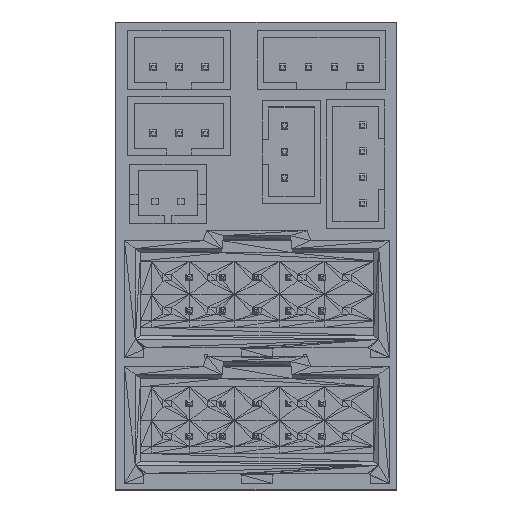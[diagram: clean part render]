
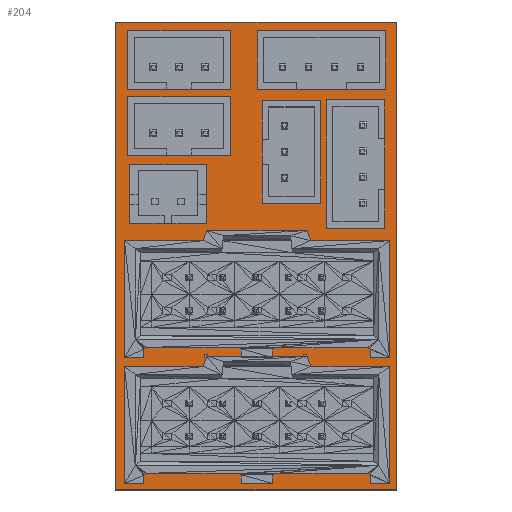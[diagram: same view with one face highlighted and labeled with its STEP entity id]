
A CAD part, top view. The second image highlights one B-rep face of the part: STEP entity #204.
In plain terms, the highlighted planar face has unit normal (0, 0, 1).
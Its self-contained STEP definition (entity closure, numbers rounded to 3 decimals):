
#85 = VERTEX_POINT('',#86);
#86 = CARTESIAN_POINT('',(-51.4,21.3,0.));
#103 = VERTEX_POINT('',#104);
#104 = CARTESIAN_POINT('',(-29.8,21.3,0.));
#110 = EDGE_CURVE('',#85,#103,#111,.T.);
#111 = LINE('',#112,#113);
#112 = CARTESIAN_POINT('',(-51.4,21.3,0.));
#113 = VECTOR('',#114,1.);
#114 = DIRECTION('',(1.,0.,0.));
#134 = VERTEX_POINT('',#135);
#135 = CARTESIAN_POINT('',(-29.8,57.3,0.));
#141 = EDGE_CURVE('',#103,#134,#142,.T.);
#142 = LINE('',#143,#144);
#143 = CARTESIAN_POINT('',(-29.8,21.3,0.));
#144 = VECTOR('',#145,1.);
#145 = DIRECTION('',(0.,1.,0.));
#165 = VERTEX_POINT('',#166);
#166 = CARTESIAN_POINT('',(-51.4,57.3,0.));
#172 = EDGE_CURVE('',#134,#165,#173,.T.);
#173 = LINE('',#174,#175);
#174 = CARTESIAN_POINT('',(-29.8,57.3,0.));
#175 = VECTOR('',#176,1.);
#176 = DIRECTION('',(-1.,0.,0.));
#194 = EDGE_CURVE('',#165,#85,#195,.T.);
#195 = LINE('',#196,#197);
#196 = CARTESIAN_POINT('',(-51.4,57.3,0.));
#197 = VECTOR('',#198,1.);
#198 = DIRECTION('',(0.,-1.,0.));
#204 = ADVANCED_FACE('',(#205),#211,.F.);
#205 = FACE_BOUND('',#206,.T.);
#206 = EDGE_LOOP('',(#207,#208,#209,#210));
#207 = ORIENTED_EDGE('',*,*,#110,.T.);
#208 = ORIENTED_EDGE('',*,*,#141,.T.);
#209 = ORIENTED_EDGE('',*,*,#172,.T.);
#210 = ORIENTED_EDGE('',*,*,#194,.T.);
#211 = PLANE('',#212);
#212 = AXIS2_PLACEMENT_3D('',#213,#214,#215);
#213 = CARTESIAN_POINT('',(-51.4,21.3,0.));
#214 = DIRECTION('',(0.,0.,-1.));
#215 = DIRECTION('',(-1.,0.,0.));
